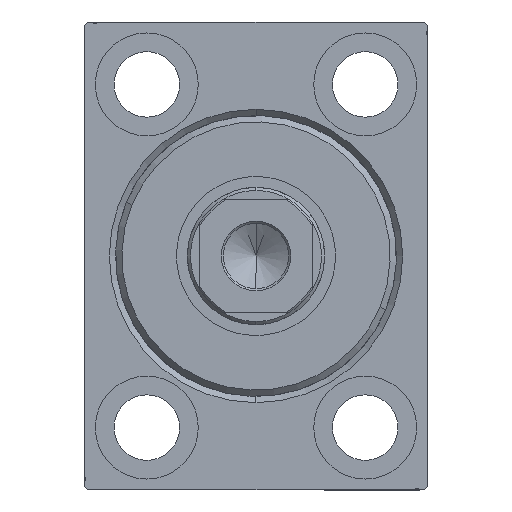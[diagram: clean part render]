
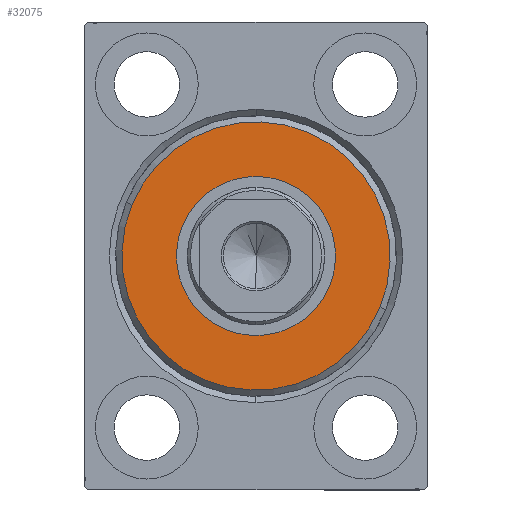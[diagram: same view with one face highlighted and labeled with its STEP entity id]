
A CAD part, left-side view. The second image highlights one B-rep face of the part: STEP entity #32075.
In plain terms, the highlighted face is planar.
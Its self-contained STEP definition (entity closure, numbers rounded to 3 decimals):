
#293 = FACE_BOUND ( 'NONE', #27303, .T. ) ;
#395 = ORIENTED_EDGE ( 'NONE', *, *, #6925, .T. ) ;
#870 = ORIENTED_EDGE ( 'NONE', *, *, #2080, .T. ) ;
#993 = DIRECTION ( 'NONE',  ( 0., 0., -1. ) ) ;
#1773 = ORIENTED_EDGE ( 'NONE', *, *, #27145, .T. ) ;
#2080 = EDGE_CURVE ( 'NONE', #41073, #17490, #18708, .T. ) ;
#3879 = PLANE ( 'NONE',  #16015 ) ;
#5405 = CARTESIAN_POINT ( 'NONE',  ( 3., 0., -12.75 ) ) ;
#6362 = CIRCLE ( 'NONE', #36484, 12.75 ) ;
#6925 = EDGE_CURVE ( 'NONE', #33848, #26107, #12706, .T. ) ;
#7251 = DIRECTION ( 'NONE',  ( 1., 0., 0. ) ) ;
#8161 = DIRECTION ( 'NONE',  ( 1., 0., 0. ) ) ;
#8819 = CIRCLE ( 'NONE', #37473, 21.5 ) ;
#8982 = CARTESIAN_POINT ( 'NONE',  ( 3., 0., -21.5 ) ) ;
#11981 = CARTESIAN_POINT ( 'NONE',  ( 3., 0., 0. ) ) ;
#12706 = CIRCLE ( 'NONE', #27050, 21.5 ) ;
#13825 = CARTESIAN_POINT ( 'NONE',  ( 3., 0., 21.5 ) ) ;
#13881 = CARTESIAN_POINT ( 'NONE',  ( 3., 0., 12.75 ) ) ;
#15339 = EDGE_CURVE ( 'NONE', #17490, #41073, #6362, .T. ) ;
#15571 = CARTESIAN_POINT ( 'NONE',  ( 3., 0., 0. ) ) ;
#16015 = AXIS2_PLACEMENT_3D ( 'NONE', #28130, #7251, #34857 ) ;
#17490 = VERTEX_POINT ( 'NONE', #5405 ) ;
#18708 = CIRCLE ( 'NONE', #40904, 12.75 ) ;
#20048 = DIRECTION ( 'NONE',  ( 0., 0., -1. ) ) ;
#21177 = FACE_OUTER_BOUND ( 'NONE', #26233, .T. ) ;
#26107 = VERTEX_POINT ( 'NONE', #13825 ) ;
#26233 = EDGE_LOOP ( 'NONE', ( #1773, #395 ) ) ;
#27050 = AXIS2_PLACEMENT_3D ( 'NONE', #15571, #8161, #993 ) ;
#27145 = EDGE_CURVE ( 'NONE', #26107, #33848, #8819, .T. ) ;
#27303 = EDGE_LOOP ( 'NONE', ( #870, #31781 ) ) ;
#28130 = CARTESIAN_POINT ( 'NONE',  ( 3., 0., 0. ) ) ;
#29297 = CARTESIAN_POINT ( 'NONE',  ( 3., 0., 0. ) ) ;
#30161 = CARTESIAN_POINT ( 'NONE',  ( 3., 0., 0. ) ) ;
#31781 = ORIENTED_EDGE ( 'NONE', *, *, #15339, .T. ) ;
#32075 = ADVANCED_FACE ( 'NONE', ( #21177, #293 ), #3879, .T. ) ;
#32435 = DIRECTION ( 'NONE',  ( 0., 0., -1. ) ) ;
#33848 = VERTEX_POINT ( 'NONE', #8982 ) ;
#34857 = DIRECTION ( 'NONE',  ( 0., 0., -1. ) ) ;
#36484 = AXIS2_PLACEMENT_3D ( 'NONE', #11981, #39377, #39602 ) ;
#37473 = AXIS2_PLACEMENT_3D ( 'NONE', #29297, #42980, #32435 ) ;
#39377 = DIRECTION ( 'NONE',  ( -1., 0., 0. ) ) ;
#39602 = DIRECTION ( 'NONE',  ( 0., 0., -1. ) ) ;
#40471 = DIRECTION ( 'NONE',  ( -1., 0., 0. ) ) ;
#40904 = AXIS2_PLACEMENT_3D ( 'NONE', #30161, #40471, #20048 ) ;
#41073 = VERTEX_POINT ( 'NONE', #13881 ) ;
#42980 = DIRECTION ( 'NONE',  ( 1., 0., 0. ) ) ;
